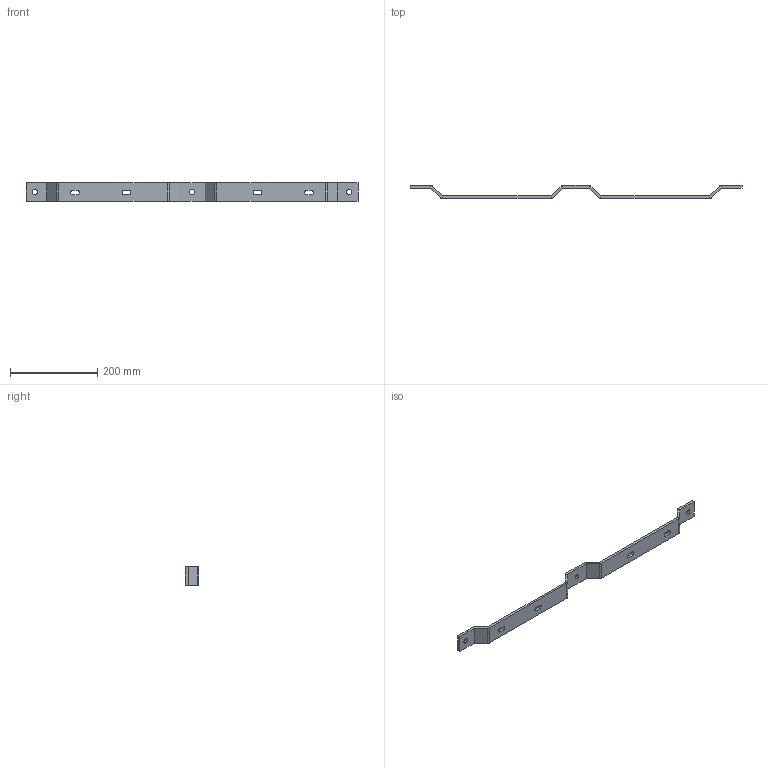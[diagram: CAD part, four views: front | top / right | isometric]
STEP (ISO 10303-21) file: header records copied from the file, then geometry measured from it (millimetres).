
FILE_DESCRIPTION (( 'STEP AP203' ), '1' );
FILE_NAME ('WALLMOUNTS(A).STEP', '2017-07-11T06:45:35', ( ' ' ), ( '' ), 'SwSTEP 2.0', 'SolidWorks 2011', '' );
FILE_SCHEMA (( 'CONFIG_CONTROL_DESIGN' ));
Length unit declared in the file: millimetre
Products named in the file (1): WALLMOUNTS(A)
Bounding box: 760 x 30 x 42 mm (x, y, z)
Volume: 194951 mm3; surface area: 76984.6 mm2
Topology: 1 solids, 1 shells, 92 faces, 206 edges, 116 vertices
Faces by surface type: plane 62, cylinder 30
Entity records: 2583 total; most frequent: DIRECTION 452, CARTESIAN_POINT 415, ORIENTED_EDGE 412, EDGE_CURVE 206, AXIS2_PLACEMENT_3D 153, VECTOR 146, LINE 146, VERTEX_POINT 116
